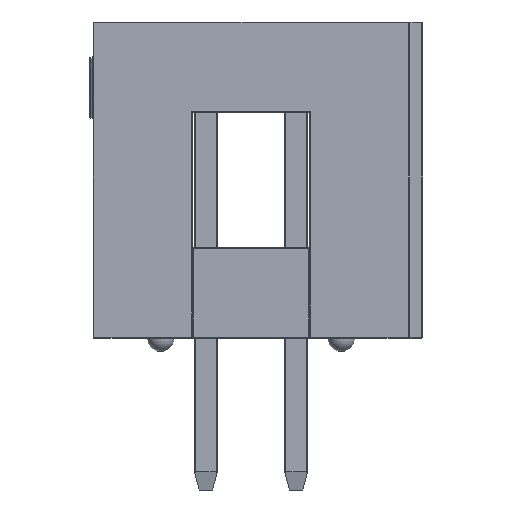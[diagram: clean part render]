
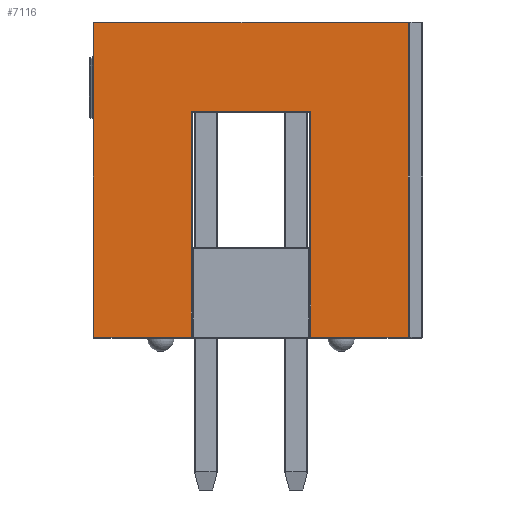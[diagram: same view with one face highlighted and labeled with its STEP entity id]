
A CAD part, left-side view. The second image highlights one B-rep face of the part: STEP entity #7116.
In plain terms, the highlighted planar face has unit normal (-1, 0, 0).
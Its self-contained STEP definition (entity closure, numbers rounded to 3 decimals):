
#532=CIRCLE('',#7694,0.051);
#669=PLANE('',#7848);
#1024=FACE_OUTER_BOUND('',#1466,.T.);
#1466=EDGE_LOOP('',(#5729,#5730,#5731,#5732,#5733,#5734,#5735,#5736,#5737));
#1787=LINE('',#10756,#2429);
#1804=LINE('',#10972,#2446);
#1808=LINE('',#10996,#2450);
#1839=LINE('',#11148,#2481);
#1841=LINE('',#11151,#2483);
#1846=LINE('',#11159,#2488);
#1849=LINE('',#11163,#2491);
#1901=LINE('',#11241,#2543);
#2429=VECTOR('',#8582,10.);
#2446=VECTOR('',#8731,10.);
#2450=VECTOR('',#8759,10.);
#2481=VECTOR('',#8940,10.);
#2483=VECTOR('',#8944,10.);
#2488=VECTOR('',#8955,10.);
#2491=VECTOR('',#8960,10.);
#2543=VECTOR('',#9064,10.);
#3137=VERTEX_POINT('',#10416);
#3174=VERTEX_POINT('',#10623);
#3193=VERTEX_POINT('',#10755);
#3238=VERTEX_POINT('',#10965);
#3247=VERTEX_POINT('',#10990);
#3248=VERTEX_POINT('',#10992);
#3273=VERTEX_POINT('',#11064);
#3274=VERTEX_POINT('',#11068);
#3287=VERTEX_POINT('',#11112);
#3908=EDGE_CURVE('',#3137,#3193,#1787,.T.);
#3973=EDGE_CURVE('',#3238,#3174,#1804,.T.);
#3983=EDGE_CURVE('',#3247,#3248,#532,.T.);
#3985=EDGE_CURVE('',#3193,#3247,#1808,.T.);
#4062=EDGE_CURVE('',#3274,#3287,#1839,.T.);
#4064=EDGE_CURVE('',#3287,#3273,#1841,.T.);
#4069=EDGE_CURVE('',#3248,#3274,#1846,.T.);
#4072=EDGE_CURVE('',#3273,#3238,#1849,.T.);
#4124=EDGE_CURVE('',#3174,#3137,#1901,.T.);
#5729=ORIENTED_EDGE('',*,*,#4062,.F.);
#5730=ORIENTED_EDGE('',*,*,#4069,.F.);
#5731=ORIENTED_EDGE('',*,*,#3983,.F.);
#5732=ORIENTED_EDGE('',*,*,#3985,.F.);
#5733=ORIENTED_EDGE('',*,*,#3908,.F.);
#5734=ORIENTED_EDGE('',*,*,#4124,.F.);
#5735=ORIENTED_EDGE('',*,*,#3973,.F.);
#5736=ORIENTED_EDGE('',*,*,#4072,.F.);
#5737=ORIENTED_EDGE('',*,*,#4064,.F.);
#7116=ADVANCED_FACE('',(#1024),#669,.T.);
#7694=AXIS2_PLACEMENT_3D('',#10993,#8753,#8754);
#7848=AXIS2_PLACEMENT_3D('',#11440,#9250,#9251);
#8582=DIRECTION('',(0.,0.,1.));
#8731=DIRECTION('',(0.,0.,-1.));
#8753=DIRECTION('center_axis',(-1.,0.,0.));
#8754=DIRECTION('ref_axis',(0.,0.707,0.707));
#8759=DIRECTION('',(0.,1.,0.));
#8940=DIRECTION('',(0.,1.,0.));
#8944=DIRECTION('',(0.,0.,1.));
#8955=DIRECTION('',(0.,0.,-1.));
#8960=DIRECTION('',(0.,-1.,0.));
#9064=DIRECTION('',(0.,1.,0.));
#9250=DIRECTION('center_axis',(-1.,0.,0.));
#9251=DIRECTION('ref_axis',(0.,-1.,0.));
#10416=CARTESIAN_POINT('',(-10.795,-1.676,0.025));
#10623=CARTESIAN_POINT('',(-10.795,-4.42,0.025));
#10755=CARTESIAN_POINT('',(-10.795,-1.676,6.375));
#10756=CARTESIAN_POINT('',(-10.795,-1.676,3.175));
#10965=CARTESIAN_POINT('',(-10.795,-4.42,8.865));
#10972=CARTESIAN_POINT('',(-10.795,-4.42,0.));
#10990=CARTESIAN_POINT('',(-10.795,1.626,6.375));
#10992=CARTESIAN_POINT('',(-10.795,1.676,6.325));
#10993=CARTESIAN_POINT('Origin',(-10.795,1.626,6.325));
#10996=CARTESIAN_POINT('',(-10.795,3.048,6.375));
#11064=CARTESIAN_POINT('',(-10.795,4.42,8.865));
#11068=CARTESIAN_POINT('',(-10.795,1.676,0.025));
#11112=CARTESIAN_POINT('',(-10.795,4.42,0.025));
#11148=CARTESIAN_POINT('',(-10.795,2.223,0.025));
#11151=CARTESIAN_POINT('',(-10.795,4.42,0.));
#11159=CARTESIAN_POINT('',(-10.795,1.676,0.));
#11163=CARTESIAN_POINT('',(-10.795,2.223,8.865));
#11241=CARTESIAN_POINT('',(-10.795,2.223,0.025));
#11440=CARTESIAN_POINT('Origin',(-10.795,4.445,0.));
